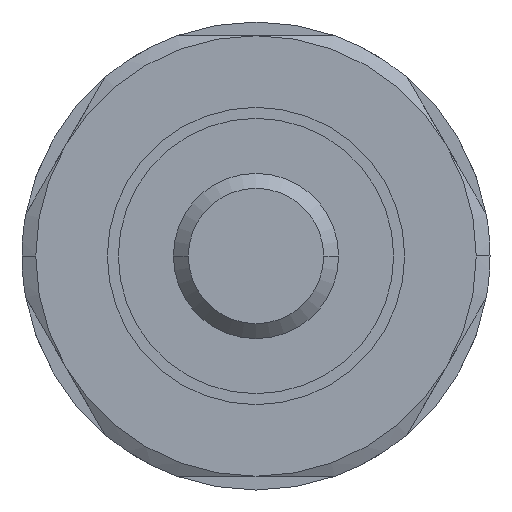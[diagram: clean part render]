
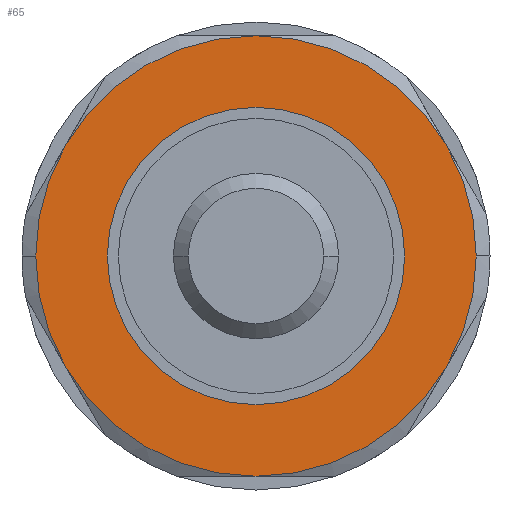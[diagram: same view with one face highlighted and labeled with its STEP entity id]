
A CAD part, front view. The second image highlights one B-rep face of the part: STEP entity #65.
In plain terms, the highlighted planar face has unit normal (0, -1, 0).
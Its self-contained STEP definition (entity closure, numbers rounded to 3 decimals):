
#65=ADVANCED_FACE('',(#143,#144),#145,.F.);
#143=FACE_OUTER_BOUND('',#264,.T.);
#144=FACE_BOUND('',#265,.T.);
#145=PLANE('',#266);
#264=EDGE_LOOP('',(#491,#492,#493,#494,#495,#496,#497,#498));
#265=EDGE_LOOP('',(#499,#500));
#266=AXIS2_PLACEMENT_3D('',#501,#502,#503);
#491=ORIENTED_EDGE('',*,*,#847,.F.);
#492=ORIENTED_EDGE('',*,*,#848,.F.);
#493=ORIENTED_EDGE('',*,*,#838,.F.);
#494=ORIENTED_EDGE('',*,*,#849,.F.);
#495=ORIENTED_EDGE('',*,*,#850,.F.);
#496=ORIENTED_EDGE('',*,*,#832,.F.);
#497=ORIENTED_EDGE('',*,*,#851,.F.);
#498=ORIENTED_EDGE('',*,*,#852,.F.);
#499=ORIENTED_EDGE('',*,*,#778,.T.);
#500=ORIENTED_EDGE('',*,*,#853,.T.);
#501=CARTESIAN_POINT('',(0.,4.0,0.0));
#502=DIRECTION('',(0.0,1.0,0.0));
#503=DIRECTION('',(0.0,0.0,1.0));
#778=EDGE_CURVE('',#907,#911,#913,.T.);
#832=EDGE_CURVE('',#1012,#1014,#1015,.T.);
#838=EDGE_CURVE('',#1023,#1019,#1025,.T.);
#847=EDGE_CURVE('',#1038,#1039,#1040,.T.);
#848=EDGE_CURVE('',#1019,#1038,#1041,.T.);
#849=EDGE_CURVE('',#1042,#1023,#1043,.T.);
#850=EDGE_CURVE('',#1014,#1042,#1044,.T.);
#851=EDGE_CURVE('',#1045,#1012,#1046,.T.);
#852=EDGE_CURVE('',#1039,#1045,#1047,.T.);
#853=EDGE_CURVE('',#911,#907,#1048,.T.);
#907=VERTEX_POINT('',#1115);
#911=VERTEX_POINT('',#1120);
#913=CIRCLE('',#1123,2.7);
#1012=VERTEX_POINT('',#1248);
#1014=VERTEX_POINT('',#1251);
#1015=CIRCLE('',#1252,4.0);
#1019=VERTEX_POINT('',#1267);
#1023=VERTEX_POINT('',#1272);
#1025=CIRCLE('',#1285,4.0);
#1038=VERTEX_POINT('',#1300);
#1039=VERTEX_POINT('',#1301);
#1040=CIRCLE('',#1302,4.0);
#1041=CIRCLE('',#1303,4.0);
#1042=VERTEX_POINT('',#1304);
#1043=CIRCLE('',#1305,4.0);
#1044=CIRCLE('',#1306,4.0);
#1045=VERTEX_POINT('',#1307);
#1046=CIRCLE('',#1308,4.0);
#1047=CIRCLE('',#1309,4.0);
#1048=CIRCLE('',#1310,2.7);
#1115=CARTESIAN_POINT('',(-2.7,4.0,0.0));
#1120=CARTESIAN_POINT('',(2.7,4.0,0.));
#1123=AXIS2_PLACEMENT_3D('',#1501,#1502,#1503);
#1248=CARTESIAN_POINT('',(4.0,4.0,0.));
#1251=CARTESIAN_POINT('',(3.464,4.0,-2.0));
#1252=AXIS2_PLACEMENT_3D('',#1609,#1610,#1611);
#1267=CARTESIAN_POINT('',(-4.0,4.0,0.));
#1272=CARTESIAN_POINT('',(-3.464,4.0,-2.0));
#1285=AXIS2_PLACEMENT_3D('',#1619,#1620,#1621);
#1300=CARTESIAN_POINT('',(-3.464,4.0,2.0));
#1301=CARTESIAN_POINT('',(0.,4.0,4.0));
#1302=AXIS2_PLACEMENT_3D('',#1642,#1643,#1644);
#1303=AXIS2_PLACEMENT_3D('',#1645,#1646,#1647);
#1304=CARTESIAN_POINT('',(0.0,4.0,-4.0));
#1305=AXIS2_PLACEMENT_3D('',#1648,#1649,#1650);
#1306=AXIS2_PLACEMENT_3D('',#1651,#1652,#1653);
#1307=CARTESIAN_POINT('',(3.464,4.0,2.0));
#1308=AXIS2_PLACEMENT_3D('',#1654,#1655,#1656);
#1309=AXIS2_PLACEMENT_3D('',#1657,#1658,#1659);
#1310=AXIS2_PLACEMENT_3D('',#1660,#1661,#1662);
#1501=CARTESIAN_POINT('',(0.0,4.0,0.0));
#1502=DIRECTION('',(0.0,1.0,0.0));
#1503=DIRECTION('',(-1.0,0.0,0.0));
#1609=CARTESIAN_POINT('',(0.0,4.0,0.0));
#1610=DIRECTION('',(-0.0,1.0,0.0));
#1611=DIRECTION('',(1.0,0.0,0.0));
#1619=CARTESIAN_POINT('',(0.0,4.0,0.0));
#1620=DIRECTION('',(-0.0,1.0,0.0));
#1621=DIRECTION('',(1.0,0.0,0.0));
#1642=CARTESIAN_POINT('',(0.0,4.0,0.0));
#1643=DIRECTION('',(-0.0,1.0,0.0));
#1644=DIRECTION('',(1.0,0.0,0.0));
#1645=CARTESIAN_POINT('',(0.0,4.0,0.0));
#1646=DIRECTION('',(-0.0,1.0,0.0));
#1647=DIRECTION('',(1.0,0.0,0.0));
#1648=CARTESIAN_POINT('',(0.0,4.0,0.0));
#1649=DIRECTION('',(-0.0,1.0,0.0));
#1650=DIRECTION('',(1.0,0.0,0.0));
#1651=CARTESIAN_POINT('',(0.0,4.0,0.0));
#1652=DIRECTION('',(-0.0,1.0,0.0));
#1653=DIRECTION('',(1.0,0.0,0.0));
#1654=CARTESIAN_POINT('',(0.0,4.0,0.0));
#1655=DIRECTION('',(-0.0,1.0,0.0));
#1656=DIRECTION('',(1.0,0.0,0.0));
#1657=CARTESIAN_POINT('',(0.0,4.0,0.0));
#1658=DIRECTION('',(-0.0,1.0,0.0));
#1659=DIRECTION('',(1.0,0.0,0.0));
#1660=CARTESIAN_POINT('',(0.0,4.0,0.0));
#1661=DIRECTION('',(0.0,1.0,0.0));
#1662=DIRECTION('',(-1.0,0.0,0.0));
